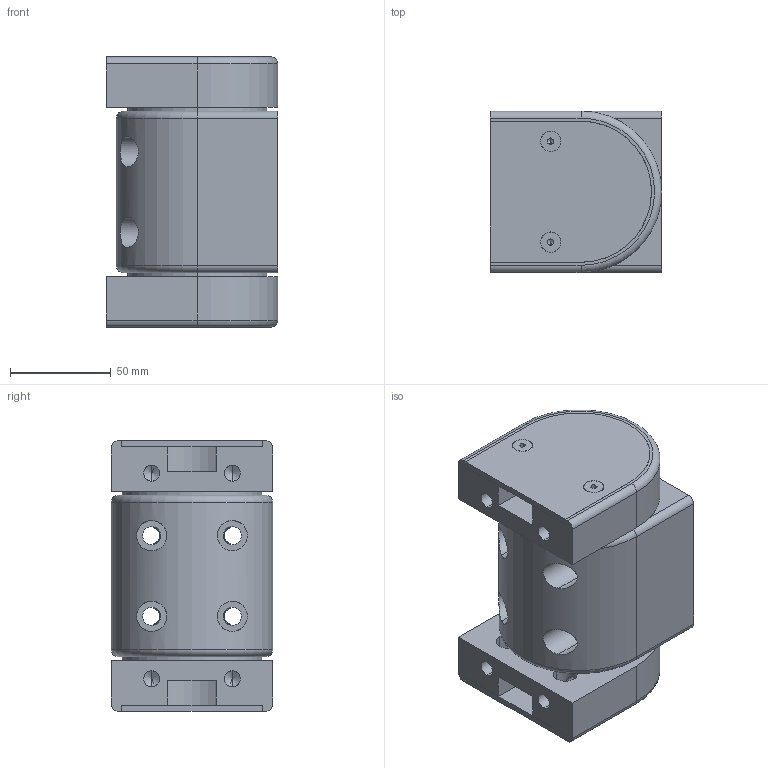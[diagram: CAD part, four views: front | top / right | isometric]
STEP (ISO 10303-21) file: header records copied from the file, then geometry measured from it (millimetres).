
FILE_DESCRIPTION((''),'2;1');
FILE_NAME('SA5200S.stp','2009-08-17T12:24:09',(''),(''),'Mechanical Desktop 2007','Mechanical Desktop 2007',', , ');
FILE_SCHEMA(('CONFIG_CONTROL_DESIGN'));
Length unit declared in the file: millimetre
Products named in the file (2): SA5200SA; SA5200S
Assembly tree (1 placements, depth 2):
  SA5200SA
    SA5200S
Bounding box: 85 x 80 x 134 mm (x, y, z)
Volume: 575884.6 mm3; surface area: 159341.6 mm2
Topology: 13 solids, 13 shells, 428 faces, 1120 edges, 702 vertices
Faces by surface type: cylinder 193, plane 113, cone 83, bspline 35, torus 4
Full cylindrical faces by diameter (mm): 4.13 x36
Entity records: 86139 total; most frequent: CARTESIAN_POINT 76001, ORIENTED_EDGE 2180, DIRECTION 1915, EDGE_CURVE 1090, AXIS2_PLACEMENT_3D 717, VERTEX_POINT 702, EDGE_LOOP 502, VECTOR 481
